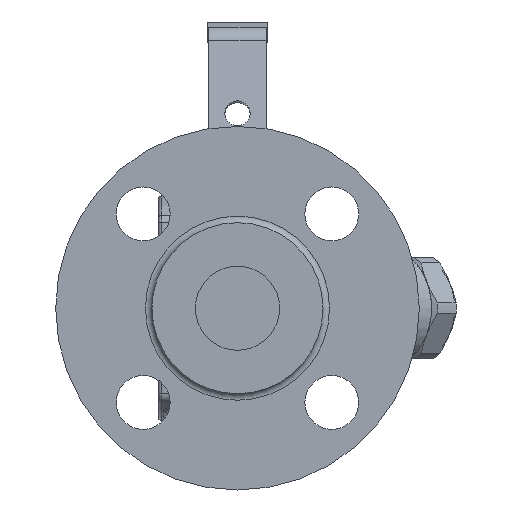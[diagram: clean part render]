
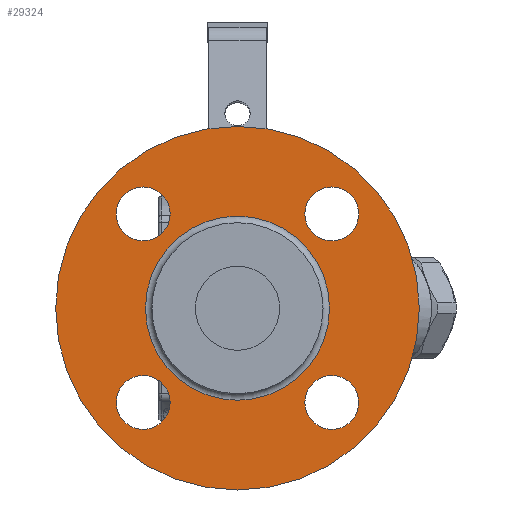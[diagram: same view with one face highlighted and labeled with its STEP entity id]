
A CAD part, left-side view. The second image highlights one B-rep face of the part: STEP entity #29324.
In plain terms, the highlighted planar face has unit normal (-1, 0, 0).
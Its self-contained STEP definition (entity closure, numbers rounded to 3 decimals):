
#6140=FACE_BOUND('',#8154,.T.);
#6141=FACE_BOUND('',#8155,.T.);
#6142=FACE_BOUND('',#8156,.T.);
#6143=FACE_BOUND('',#8157,.T.);
#6144=FACE_BOUND('',#8158,.T.);
#6328=FACE_OUTER_BOUND('',#8153,.T.);
#8153=EDGE_LOOP('',(#19502,#19503));
#8154=EDGE_LOOP('',(#19504,#19505));
#8155=EDGE_LOOP('',(#19506,#19507));
#8156=EDGE_LOOP('',(#19508,#19509));
#8157=EDGE_LOOP('',(#19510,#19511));
#8158=EDGE_LOOP('',(#19512));
#10160=CIRCLE('',#31222,27.336);
#10164=CIRCLE('',#31227,54.);
#10165=CIRCLE('',#31228,54.);
#10166=CIRCLE('',#31229,8.);
#10167=CIRCLE('',#31230,8.);
#10168=CIRCLE('',#31231,8.);
#10169=CIRCLE('',#31232,8.);
#10170=CIRCLE('',#31233,8.);
#10171=CIRCLE('',#31234,8.);
#10172=CIRCLE('',#31235,8.);
#10173=CIRCLE('',#31236,8.);
#11940=VERTEX_POINT('',#43698);
#11943=VERTEX_POINT('',#43706);
#11944=VERTEX_POINT('',#43707);
#11945=VERTEX_POINT('',#43710);
#11946=VERTEX_POINT('',#43711);
#11947=VERTEX_POINT('',#43714);
#11948=VERTEX_POINT('',#43715);
#11949=VERTEX_POINT('',#43718);
#11950=VERTEX_POINT('',#43719);
#11951=VERTEX_POINT('',#43722);
#11952=VERTEX_POINT('',#43723);
#14817=EDGE_CURVE('',#11940,#11940,#10160,.T.);
#14821=EDGE_CURVE('',#11943,#11944,#10164,.T.);
#14822=EDGE_CURVE('',#11944,#11943,#10165,.T.);
#14823=EDGE_CURVE('',#11945,#11946,#10166,.T.);
#14824=EDGE_CURVE('',#11946,#11945,#10167,.T.);
#14825=EDGE_CURVE('',#11947,#11948,#10168,.T.);
#14826=EDGE_CURVE('',#11948,#11947,#10169,.T.);
#14827=EDGE_CURVE('',#11949,#11950,#10170,.T.);
#14828=EDGE_CURVE('',#11950,#11949,#10171,.T.);
#14829=EDGE_CURVE('',#11951,#11952,#10172,.T.);
#14830=EDGE_CURVE('',#11952,#11951,#10173,.T.);
#19502=ORIENTED_EDGE('',*,*,#14821,.F.);
#19503=ORIENTED_EDGE('',*,*,#14822,.F.);
#19504=ORIENTED_EDGE('',*,*,#14823,.T.);
#19505=ORIENTED_EDGE('',*,*,#14824,.T.);
#19506=ORIENTED_EDGE('',*,*,#14825,.T.);
#19507=ORIENTED_EDGE('',*,*,#14826,.T.);
#19508=ORIENTED_EDGE('',*,*,#14827,.T.);
#19509=ORIENTED_EDGE('',*,*,#14828,.T.);
#19510=ORIENTED_EDGE('',*,*,#14829,.T.);
#19511=ORIENTED_EDGE('',*,*,#14830,.T.);
#19512=ORIENTED_EDGE('',*,*,#14817,.F.);
#28631=PLANE('',#31226);
#29324=ADVANCED_FACE('',(#6328,#6140,#6141,#6142,#6143,#6144),#28631,.F.);
#31222=AXIS2_PLACEMENT_3D('',#43699,#34906,#34907);
#31226=AXIS2_PLACEMENT_3D('',#43705,#34914,#34915);
#31227=AXIS2_PLACEMENT_3D('',#43708,#34916,#34917);
#31228=AXIS2_PLACEMENT_3D('',#43709,#34918,#34919);
#31229=AXIS2_PLACEMENT_3D('',#43712,#34920,#34921);
#31230=AXIS2_PLACEMENT_3D('',#43713,#34922,#34923);
#31231=AXIS2_PLACEMENT_3D('',#43716,#34924,#34925);
#31232=AXIS2_PLACEMENT_3D('',#43717,#34926,#34927);
#31233=AXIS2_PLACEMENT_3D('',#43720,#34928,#34929);
#31234=AXIS2_PLACEMENT_3D('',#43721,#34930,#34931);
#31235=AXIS2_PLACEMENT_3D('',#43724,#34932,#34933);
#31236=AXIS2_PLACEMENT_3D('',#43725,#34934,#34935);
#34906=DIRECTION('center_axis',(-1.,0.,0.));
#34907=DIRECTION('ref_axis',(0.,0.,-1.));
#34914=DIRECTION('center_axis',(1.,0.,0.));
#34915=DIRECTION('ref_axis',(0.,0.,
1.));
#34916=DIRECTION('center_axis',(1.,0.,0.));
#34917=DIRECTION('ref_axis',(0.,0.,
1.));
#34918=DIRECTION('center_axis',(1.,0.,0.));
#34919=DIRECTION('ref_axis',(0.,0.,
1.));
#34920=DIRECTION('center_axis',(1.,0.,0.));
#34921=DIRECTION('ref_axis',(0.,0.,-1.));
#34922=DIRECTION('center_axis',(1.,0.,0.));
#34923=DIRECTION('ref_axis',(0.,0.,-1.));
#34924=DIRECTION('center_axis',(1.,0.,0.));
#34925=DIRECTION('ref_axis',(0.,1.,0.));
#34926=DIRECTION('center_axis',(1.,0.,0.));
#34927=DIRECTION('ref_axis',(0.,1.,0.));
#34928=DIRECTION('center_axis',(1.,0.,0.));
#34929=DIRECTION('ref_axis',(0.,0.,
1.));
#34930=DIRECTION('center_axis',(1.,0.,0.));
#34931=DIRECTION('ref_axis',(0.,0.,
1.));
#34932=DIRECTION('center_axis',(1.,0.,0.));
#34933=DIRECTION('ref_axis',(0.,-1.,0.));
#34934=DIRECTION('center_axis',(1.,0.,0.));
#34935=DIRECTION('ref_axis',(0.,-1.,0.));
#43698=CARTESIAN_POINT('',(-310.835,29.163,27.586));
#43699=CARTESIAN_POINT('Origin',(-310.835,29.163,0.25));
#43705=CARTESIAN_POINT('Origin',(-310.835,29.163,0.25));
#43706=CARTESIAN_POINT('',(-310.835,29.163,54.25));
#43707=CARTESIAN_POINT('',(-310.835,29.163,-53.75));
#43708=CARTESIAN_POINT('Origin',(-310.835,29.163,0.25));
#43709=CARTESIAN_POINT('Origin',(-310.835,29.163,0.25));
#43710=CARTESIAN_POINT('',(-310.835,1.161,-35.751));
#43711=CARTESIAN_POINT('',(-310.835,1.161,-19.751));
#43712=CARTESIAN_POINT('Origin',(-310.835,1.161,-27.751));
#43713=CARTESIAN_POINT('Origin',(-310.835,1.161,-27.751));
#43714=CARTESIAN_POINT('',(-310.835,65.164,-27.751));
#43715=CARTESIAN_POINT('',(-310.835,49.164,-27.751));
#43716=CARTESIAN_POINT('Origin',(-310.835,57.164,-27.751));
#43717=CARTESIAN_POINT('Origin',(-310.835,57.164,-27.751));
#43718=CARTESIAN_POINT('',(-310.835,57.164,36.251));
#43719=CARTESIAN_POINT('',(-310.835,57.164,20.251));
#43720=CARTESIAN_POINT('Origin',(-310.835,57.164,28.251));
#43721=CARTESIAN_POINT('Origin',(-310.835,57.164,28.251));
#43722=CARTESIAN_POINT('',(-310.835,-6.839,28.251));
#43723=CARTESIAN_POINT('',(-310.835,9.161,28.251));
#43724=CARTESIAN_POINT('Origin',(-310.835,1.161,28.251));
#43725=CARTESIAN_POINT('Origin',(-310.835,1.161,28.251));
